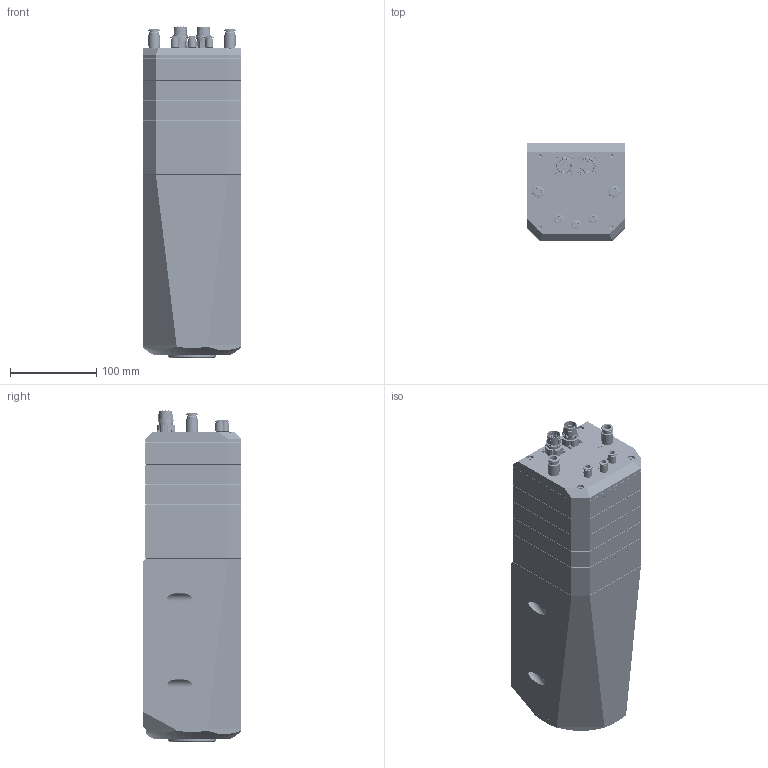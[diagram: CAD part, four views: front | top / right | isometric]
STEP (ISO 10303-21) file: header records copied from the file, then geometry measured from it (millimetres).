
FILE_DESCRIPTION (( 'STEP AP214' ), '1' );
FILE_NAME ('A00118.STEP', '2023-04-13T15:44:26', ( '' ), ( '' ), 'SwSTEP 2.0', 'SolidWorks 2020', '' );
FILE_SCHEMA (( 'AUTOMOTIVE_DESIGN' ));
Length unit declared in the file: millimetre
Products named in the file (1): A00118
Bounding box: 114 x 114 x 385.45 mm (x, y, z)
Volume: 4288867.9 mm3; surface area: 504400.5 mm2
Topology: 49 solids, 93 shells, 6322 faces, 15988 edges, 10258 vertices
Faces by surface type: plane 2563, cylinder 1602, bspline 1254, cone 688, torus 215
Entity records: 309417 total; most frequent: CARTESIAN_POINT 109484, ORIENTED_EDGE 31596, DIRECTION 25982, EDGE_CURVE 15798, VERTEX_POINT 10258, LINE 8664, VECTOR 8664, AXIS2_PLACEMENT_3D 8659
